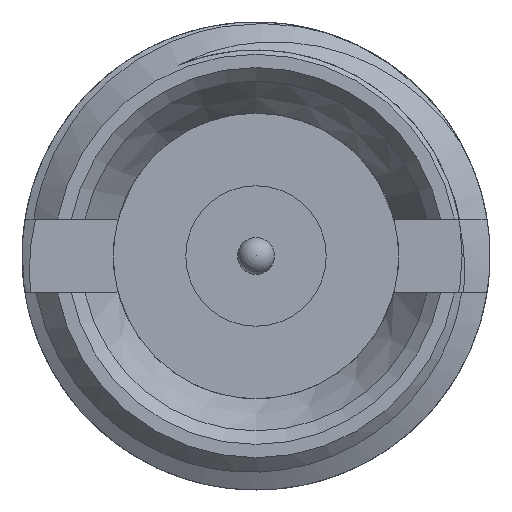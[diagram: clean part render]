
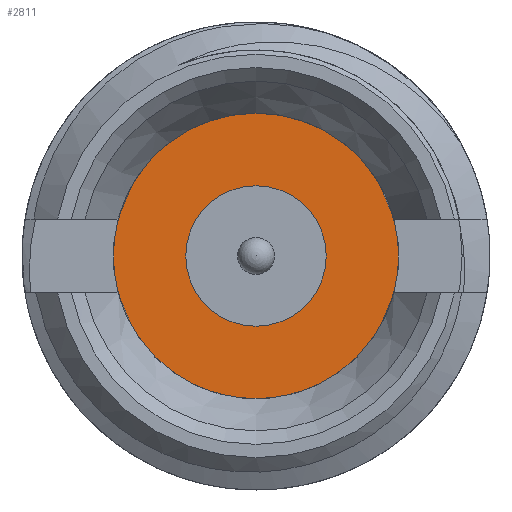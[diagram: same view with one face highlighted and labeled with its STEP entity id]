
A CAD part, left-side view. The second image highlights one B-rep face of the part: STEP entity #2811.
In plain terms, the highlighted planar face has unit normal (-1, 0, 0).
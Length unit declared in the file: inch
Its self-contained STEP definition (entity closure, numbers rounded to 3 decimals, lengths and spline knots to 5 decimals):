
#184 = VERTEX_POINT ( 'NONE', #4983 ) ;
#504 = ORIENTED_EDGE ( 'NONE', *, *, #4221, .F. ) ;
#638 = EDGE_LOOP ( 'NONE', ( #6784 ) ) ;
#761 = CIRCLE ( 'NONE', #8139, 0.0625 ) ;
#1044 = FACE_BOUND ( 'NONE', #1272, .T. ) ;
#1272 = EDGE_LOOP ( 'NONE', ( #504 ) ) ;
#2282 = CARTESIAN_POINT ( 'NONE',  ( 0.11, 0., 0.0285 ) ) ;
#2442 = DIRECTION ( 'NONE',  ( 0., 0., 1. ) ) ;
#2811 = ADVANCED_FACE ( 'NONE', ( #1044, #3718 ), #6412, .F. ) ;
#3622 = VERTEX_POINT ( 'NONE', #2282 ) ;
#3691 = EDGE_CURVE ( 'NONE', #184, #184, #761, .T. ) ;
#3718 = FACE_OUTER_BOUND ( 'NONE', #638, .T. ) ;
#3764 = CARTESIAN_POINT ( 'NONE',  ( 0.11, 0.01546, 0. ) ) ;
#4221 = EDGE_CURVE ( 'NONE', #3622, #3622, #5014, .T. ) ;
#4983 = CARTESIAN_POINT ( 'NONE',  ( 0.11, 0., 0.0625 ) ) ;
#5014 = CIRCLE ( 'NONE', #6868, 0.0285 ) ;
#5429 = AXIS2_PLACEMENT_3D ( 'NONE', #3764, #5664, #6456 ) ;
#5523 = DIRECTION ( 'NONE',  ( -1., 0., 0. ) ) ;
#5664 = DIRECTION ( 'NONE',  ( 1., 0., 0. ) ) ;
#6412 = PLANE ( 'NONE',  #5429 ) ;
#6456 = DIRECTION ( 'NONE',  ( 0., 1., 0. ) ) ;
#6784 = ORIENTED_EDGE ( 'NONE', *, *, #3691, .T. ) ;
#6868 = AXIS2_PLACEMENT_3D ( 'NONE', #7943, #7861, #2442 ) ;
#7576 = DIRECTION ( 'NONE',  ( 0., 0., 1. ) ) ;
#7624 = CARTESIAN_POINT ( 'NONE',  ( 0.11, 0., 0. ) ) ;
#7861 = DIRECTION ( 'NONE',  ( -1., 0., 0. ) ) ;
#7943 = CARTESIAN_POINT ( 'NONE',  ( 0.11, 0., 0. ) ) ;
#8139 = AXIS2_PLACEMENT_3D ( 'NONE', #7624, #5523, #7576 ) ;
